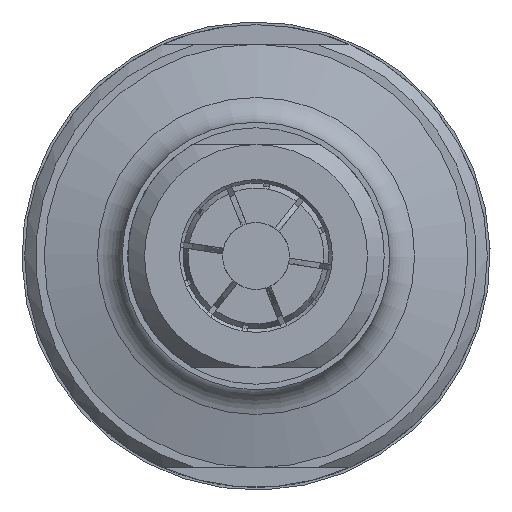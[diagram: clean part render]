
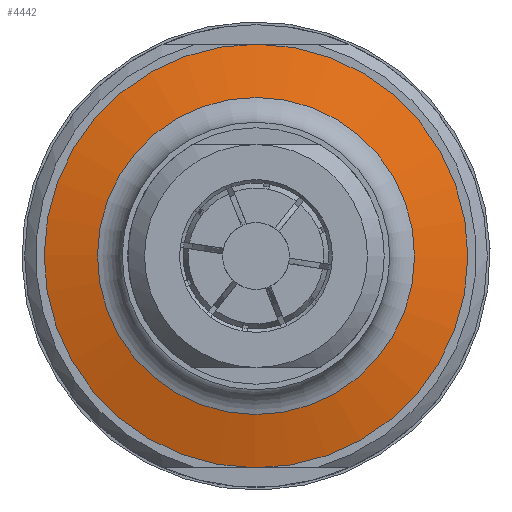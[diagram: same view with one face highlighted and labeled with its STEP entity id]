
A CAD part, left-side view. The second image highlights one B-rep face of the part: STEP entity #4442.
In plain terms, the highlighted conical face has half-angle 75 degrees and reference radius 16.612 mm.
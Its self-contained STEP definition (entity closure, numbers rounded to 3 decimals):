
#754=CONICAL_SURFACE($,#4868,16.612,75.);
#1017=FACE_BOUND($,#1502,.T.);
#1251=FACE_OUTER_BOUND($,#1501,.T.);
#1501=EDGE_LOOP($,(#3785));
#1502=EDGE_LOOP($,(#3786));
#1799=CIRCLE($,#4867,14.224);
#1800=CIRCLE($,#4869,19.);
#2125=VERTEX_POINT($,#7403);
#2126=VERTEX_POINT($,#7406);
#2705=EDGE_CURVE($,#2125,#2125,#1799,.T.);
#2706=EDGE_CURVE($,#2126,#2126,#1800,.T.);
#3785=ORIENTED_EDGE($,*,*,#2706,.F.);
#3786=ORIENTED_EDGE($,*,*,#2705,.T.);
#4442=ADVANCED_FACE($,(#1251,#1017),#754,.T.);
#4867=AXIS2_PLACEMENT_3D($,#7404,#5803,#5804);
#4868=AXIS2_PLACEMENT_3D($,#7405,#5805,#5806);
#4869=AXIS2_PLACEMENT_3D($,#7407,#5807,#5808);
#5803=DIRECTION('center_axis',(1.,0.,0.));
#5804=DIRECTION('ref_axis',(0.,-0.937,-0.348));
#5805=DIRECTION('center_axis',(1.,0.,0.));
#5806=DIRECTION('ref_axis',(0.,-0.937,-0.348));
#5807=DIRECTION('center_axis',(1.,0.,0.));
#5808=DIRECTION('ref_axis',(0.,-0.937,-0.348));
#7403=CARTESIAN_POINT('',(-89.58,-13.333,-4.954));
#7404=CARTESIAN_POINT('Origin',(-89.58,0.,
0.));
#7405=CARTESIAN_POINT('Origin',(-88.94,0.,
0.));
#7406=CARTESIAN_POINT('',(-88.3,-17.81,-6.618));
#7407=CARTESIAN_POINT('Origin',(-88.3,0.,
0.));
